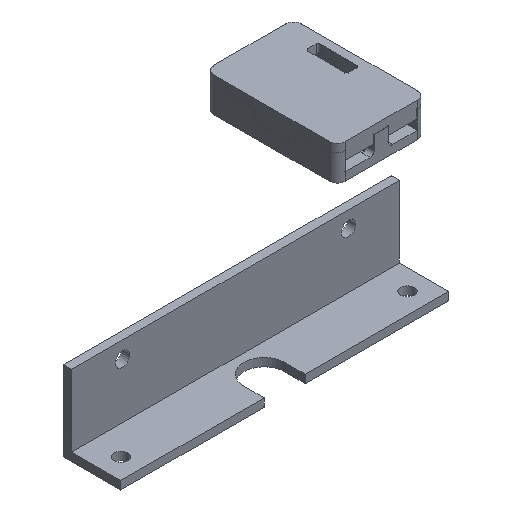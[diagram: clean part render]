
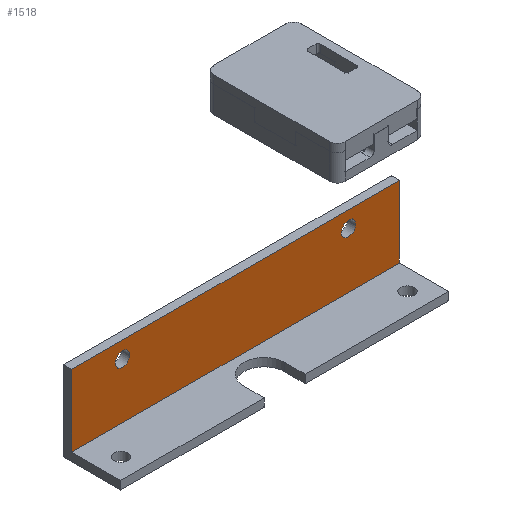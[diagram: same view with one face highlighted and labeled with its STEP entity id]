
A CAD part, isometric view. The second image highlights one B-rep face of the part: STEP entity #1518.
In plain terms, the highlighted planar face has unit normal (0, -1, 0).
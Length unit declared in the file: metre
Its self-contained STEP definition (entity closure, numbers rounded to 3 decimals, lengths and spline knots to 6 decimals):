
#43=CIRCLE('',#1644,0.00175);
#44=CIRCLE('',#1645,0.00175);
#131=ORIENTED_EDGE('',*,*,#552,.F.);
#132=ORIENTED_EDGE('',*,*,#553,.F.);
#133=ORIENTED_EDGE('',*,*,#549,.T.);
#134=ORIENTED_EDGE('',*,*,#527,.F.);
#135=ORIENTED_EDGE('',*,*,#554,.F.);
#136=ORIENTED_EDGE('',*,*,#537,.T.);
#527=EDGE_CURVE('',#747,#748,#899,.T.);
#537=EDGE_CURVE('',#756,#755,#907,.T.);
#549=EDGE_CURVE('',#755,#748,#915,.T.);
#552=EDGE_CURVE('',#765,#765,#43,.T.);
#553=EDGE_CURVE('',#766,#766,#44,.T.);
#554=EDGE_CURVE('',#756,#747,#916,.T.);
#747=VERTEX_POINT('',#2195);
#748=VERTEX_POINT('',#2197);
#755=VERTEX_POINT('',#2215);
#756=VERTEX_POINT('',#2217);
#765=VERTEX_POINT('',#2248);
#766=VERTEX_POINT('',#2250);
#899=LINE('',#2196,#1083);
#907=LINE('',#2216,#1091);
#915=LINE('',#2242,#1099);
#916=LINE('',#2251,#1100);
#1083=VECTOR('',#1763,1.);
#1091=VECTOR('',#1779,1.);
#1099=VECTOR('',#1805,1.);
#1100=VECTOR('',#1818,1.);
#1276=EDGE_LOOP('',(#131));
#1277=EDGE_LOOP('',(#132));
#1278=EDGE_LOOP('',(#133,#134,#135,#136));
#1370=FACE_BOUND('',#1276,.T.);
#1371=FACE_BOUND('',#1277,.T.);
#1372=FACE_BOUND('',#1278,.T.);
#1454=PLANE('',#1643);
#1518=ADVANCED_FACE('',(#1370,#1371,#1372),#1454,.F.);
#1643=AXIS2_PLACEMENT_3D('',#2246,#1812,#1813);
#1644=AXIS2_PLACEMENT_3D('',#2247,#1814,#1815);
#1645=AXIS2_PLACEMENT_3D('',#2249,#1816,#1817);
#1763=DIRECTION('',(0.,0.,-1.));
#1779=DIRECTION('',(0.,0.,-1.));
#1805=DIRECTION('',(1.,0.,0.));
#1812=DIRECTION('',(0.,1.,0.));
#1813=DIRECTION('',(0.,0.,1.));
#1814=DIRECTION('',(0.,-1.,0.));
#1815=DIRECTION('',(0.,0.,-1.));
#1816=DIRECTION('',(0.,-1.,0.));
#1817=DIRECTION('',(0.,0.,-1.));
#1818=DIRECTION('',(1.,0.,0.));
#2195=CARTESIAN_POINT('',(-0.014748,-0.029886,0.0195));
#2196=CARTESIAN_POINT('',(-0.014748,-0.029886,0.0195));
#2197=CARTESIAN_POINT('',(-0.014748,-0.029886,0.002));
#2215=CARTESIAN_POINT('',(-0.094748,-0.029886,0.002));
#2216=CARTESIAN_POINT('',(-0.094748,-0.029886,0.0195));
#2217=CARTESIAN_POINT('',(-0.094748,-0.029886,0.0195));
#2242=CARTESIAN_POINT('',(-0.054748,-0.029886,0.002));
#2246=CARTESIAN_POINT('',(-0.054748,-0.029886,0.0195));
#2247=CARTESIAN_POINT('',(-0.082348,-0.029886,0.0155));
#2248=CARTESIAN_POINT('',(-0.082348,-0.029886,0.01375));
#2249=CARTESIAN_POINT('',(-0.027148,-0.029886,0.0155));
#2250=CARTESIAN_POINT('',(-0.027148,-0.029886,0.01375));
#2251=CARTESIAN_POINT('',(-0.054748,-0.029886,0.0195));
